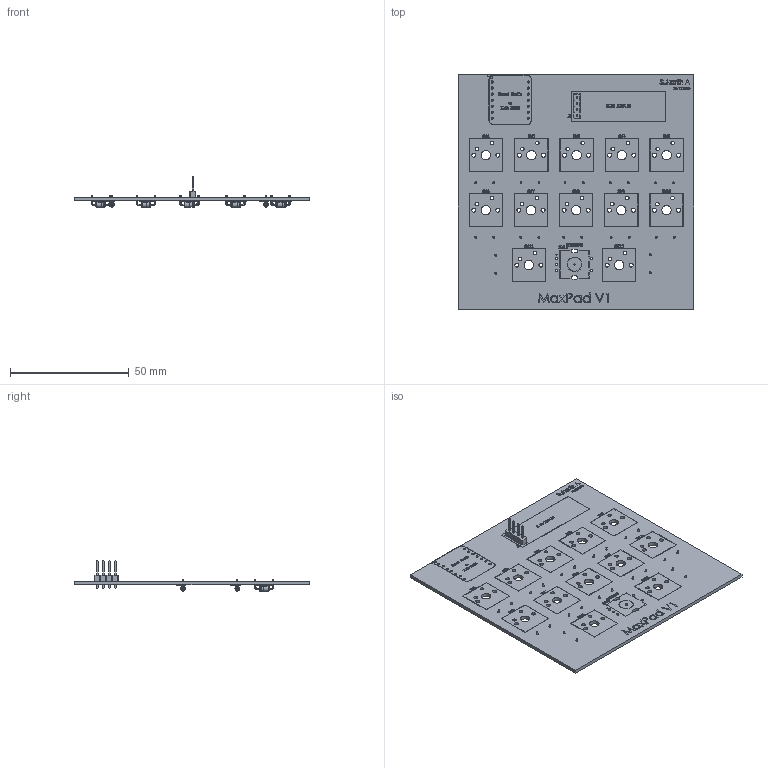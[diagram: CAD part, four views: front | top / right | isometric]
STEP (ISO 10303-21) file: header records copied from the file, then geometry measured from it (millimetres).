
FILE_DESCRIPTION(('KiCad electronic assembly'),'2;1');
FILE_NAME('MaxPad.step','2026-01-30T20:09:51',('Pcbnew'),('Kicad'), 'Open CASCADE STEP processor 7.9','KiCad to STEP converter','Unknown' );
FILE_SCHEMA(('AUTOMOTIVE_DESIGN { 1 0 10303 214 1 1 1 1 }'));
Length unit declared in the file: millimetre
Products named in the file (6): MaxPad 1; PinHeader_1x04_P2.54mm_Vertical; D_DO-35_SOD27_P7.62mm_Horizontal; MaxPad_silkscreen; MaxPad_PCB
Assembly tree (16 placements, depth 2):
  MaxPad 1
    PinHeader_1x04_P2.54mm_Vertical
    D_DO-35_SOD27_P7.62mm_Horizontal  x12
    MaxPad_silkscreen
    MaxPad_silkscreen
    MaxPad_PCB
Bounding box: 99.3 x 98.7 x 12.73 mm (x, y, z)
Volume: 14633.5 mm3; surface area: 21511.8 mm2
Topology: 26 solids, 212 shells, 599 faces, 4560 edges, 4231 vertices
Faces by surface type: plane 368, cylinder 183, torus 48
Full cylindrical faces by diameter (mm): 0.5 x36, 0.8 x24, 0.889 x14, 1 x9, 1.5 x24, 1.7 x24, 2 x24, 2.02 x12, 4 x12
Entity records: 42743 total; most frequent: CARTESIAN_POINT 8813, DIRECTION 6275, ORIENTED_EDGE 4915, EDGE_CURVE 4296, VERTEX_POINT 4077, LINE 3197, VECTOR 3197, AXIS2_PLACEMENT_3D 1539
